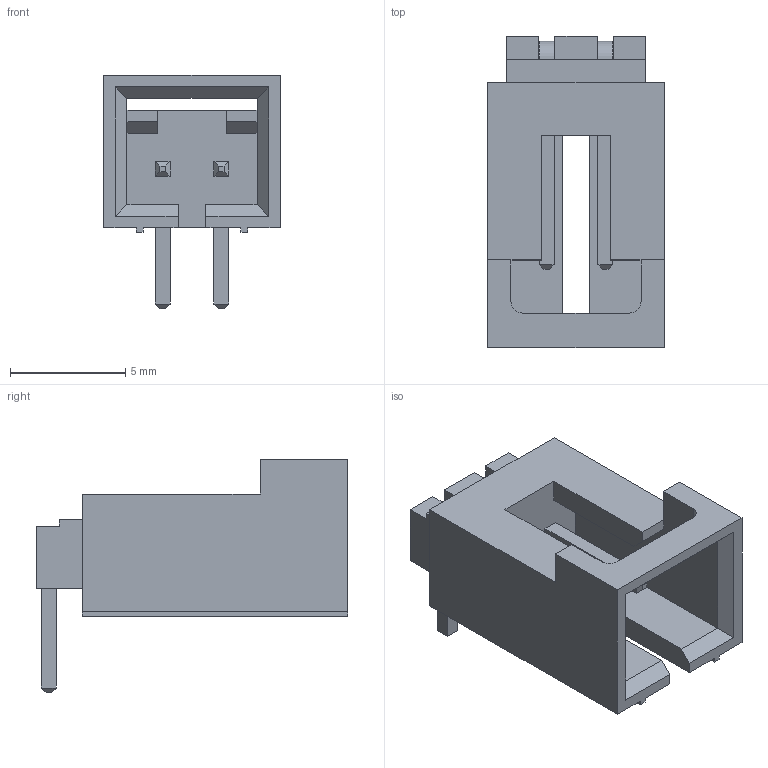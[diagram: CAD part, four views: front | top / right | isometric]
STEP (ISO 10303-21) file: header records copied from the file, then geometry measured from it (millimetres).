
FILE_DESCRIPTION (( 'STEP AP214' ), '1' );
FILE_NAME ('MX2.54-2R.STEP', '2020-11-10T12:20:11', ( 'Elessar' ), ( '' ), 'SwSTEP 2.0', 'SolidWorks 2018', '' );
FILE_SCHEMA (( 'AUTOMOTIVE_DESIGN' ));
Length unit declared in the file: millimetre
Products named in the file (1): MX2.54-2R
Bounding box: 7.63 x 13.5 x 10.1 mm (x, y, z)
Volume: 297.1 mm3; surface area: 631.7 mm2
Topology: 1 solids, 1 shells, 100 faces, 255 edges, 160 vertices
Faces by surface type: plane 92, cylinder 4, bspline 4
Entity records: 3613 total; most frequent: CARTESIAN_POINT 688, ORIENTED_EDGE 510, DIRECTION 461, EDGE_CURVE 255, LINE 243, VECTOR 243, VERTEX_POINT 160, AXIS2_PLACEMENT_3D 109
